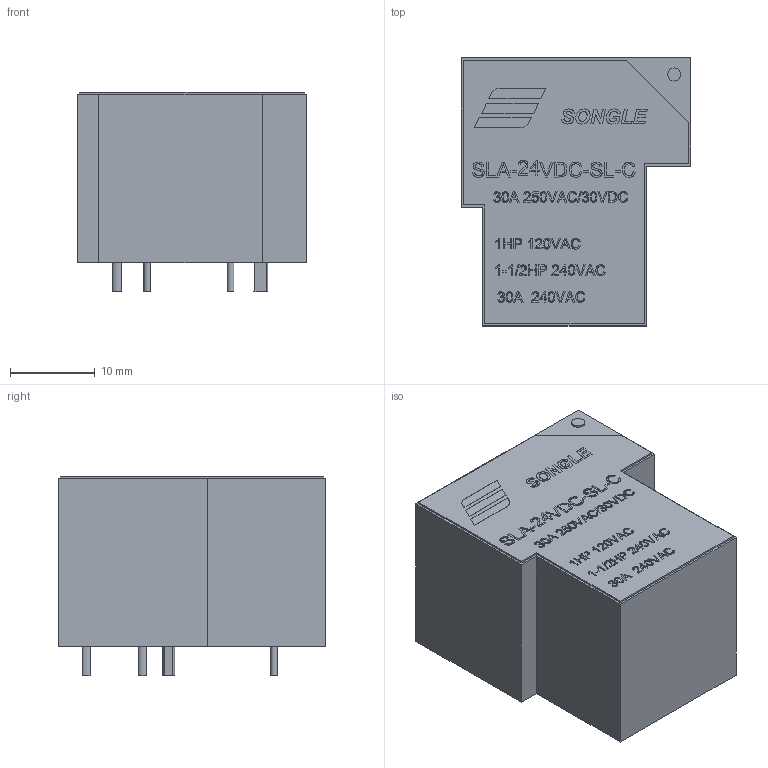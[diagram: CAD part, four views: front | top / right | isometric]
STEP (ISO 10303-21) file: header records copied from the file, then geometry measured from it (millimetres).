
FILE_DESCRIPTION(/* description */ (''),/* implementation_level */ '2;1');
FILE_NAME(/* name */ 'Relay - SLA-05VDC-SL-C v1.step',/* time_stamp */ '2021-06-12T17:42:00+05:00',/* author */ (''),/* organization */ (''),/* preprocessor_version */ 'ST-DEVELOPER v18.1',/* originating_system */ 'Autodesk Translation Framework v10.9.0.1377',/* authorisation */ '');
FILE_SCHEMA (('AUTOMOTIVE_DESIGN { 1 0 10303 214 3 1 1 }'));
Length unit declared in the file: millimetre
Products named in the file (1): Relay - SLA-05VDC-SL-C
Bounding box: 27.08 x 31.6 x 23.52 mm (x, y, z)
Volume: 14078.3 mm3; surface area: 4255.9 mm2
Topology: 1 solids, 21 shells, 773 faces, 1896 edges, 1264 vertices
Faces by surface type: plane 590, bspline 164, cylinder 19
Full cylindrical faces by diameter (mm): 0.813 x2, 1.551 x1
Entity records: 27499 total; most frequent: CARTESIAN_POINT 9666, ORIENTED_EDGE 3792, DIRECTION 2818, EDGE_CURVE 1896, LINE 1538, VECTOR 1538, VERTEX_POINT 1264, EDGE_LOOP 884
